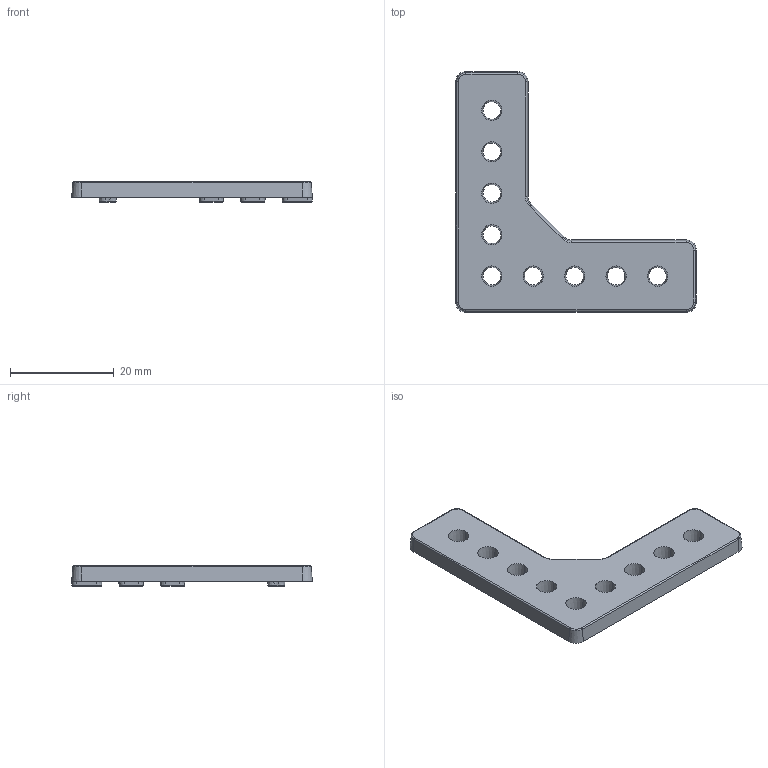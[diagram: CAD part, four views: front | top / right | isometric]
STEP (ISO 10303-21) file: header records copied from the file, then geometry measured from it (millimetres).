
FILE_DESCRIPTION (( 'STEP AP203' ), '1' );
FILE_NAME ('REV-41-1305_Default.step', '2016-09-04T21:37:26', ( '' ), ( '' ), 'SwSTEP 2.0', 'SolidWorks 2015', '' );
FILE_SCHEMA (( 'CONFIG_CONTROL_DESIGN' ));
Length unit declared in the file: inch
Products named in the file (1): REV-41-1305_Default
Bounding box: 46.5 x 46.5 x 4 mm (x, y, z)
Volume: 3127.4 mm3; surface area: 2924.4 mm2
Topology: 1 solids, 1 shells, 154 faces, 384 edges, 226 vertices
Faces by surface type: bspline 63, cone 37, plane 29, cylinder 25
Entity records: 6434 total; most frequent: CARTESIAN_POINT 3180, ORIENTED_EDGE 768, DIRECTION 507, EDGE_CURVE 384, VERTEX_POINT 226, AXIS2_PLACEMENT_3D 190, EDGE_LOOP 166, ADVANCED_FACE 154
